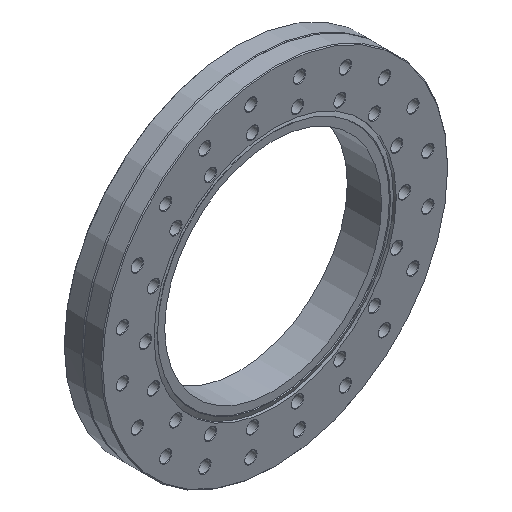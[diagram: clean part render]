
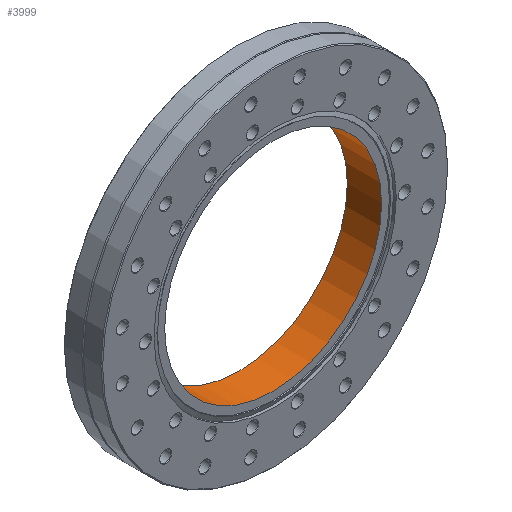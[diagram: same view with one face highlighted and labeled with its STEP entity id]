
A CAD part, isometric view. The second image highlights one B-rep face of the part: STEP entity #3999.
In plain terms, the highlighted cylindrical face has radius 63.5 mm (diameter 127 mm), a full revolution.
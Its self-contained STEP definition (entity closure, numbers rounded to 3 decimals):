
#265=CYLINDRICAL_SURFACE('',#4405,63.5);
#590=FACE_OUTER_BOUND('',#882,.T.);
#882=EDGE_LOOP('',(#3678,#3679,#3680,#3681));
#1109=LINE('',#19637,#1334);
#1334=VECTOR('',#5395,63.5);
#1548=CIRCLE('',#4404,63.5);
#1549=CIRCLE('',#4406,63.5);
#1936=VERTEX_POINT('',#19633);
#1937=VERTEX_POINT('',#19636);
#2517=EDGE_CURVE('',#1936,#1936,#1548,.T.);
#2518=EDGE_CURVE('',#1936,#1937,#1109,.T.);
#2519=EDGE_CURVE('',#1937,#1937,#1549,.T.);
#3678=ORIENTED_EDGE('',*,*,#2517,.T.);
#3679=ORIENTED_EDGE('',*,*,#2518,.T.);
#3680=ORIENTED_EDGE('',*,*,#2519,.F.);
#3681=ORIENTED_EDGE('',*,*,#2518,.F.);
#3999=ADVANCED_FACE('',(#590),#265,.F.);
#4404=AXIS2_PLACEMENT_3D('',#19634,#5391,#5392);
#4405=AXIS2_PLACEMENT_3D('',#19635,#5393,#5394);
#4406=AXIS2_PLACEMENT_3D('',#19638,#5396,#5397);
#5391=DIRECTION('center_axis',(0.,1.,0.));
#5392=DIRECTION('ref_axis',(1.,0.,0.));
#5393=DIRECTION('center_axis',(0.,1.,0.));
#5394=DIRECTION('ref_axis',(-1.,0.,0.));
#5395=DIRECTION('',(0.,-1.,0.));
#5396=DIRECTION('center_axis',(0.,1.,0.));
#5397=DIRECTION('ref_axis',(1.,0.,0.));
#19633=CARTESIAN_POINT('',(63.5,21.23,0.));
#19634=CARTESIAN_POINT('Origin',(0.,21.23,0.));
#19635=CARTESIAN_POINT('Origin',(0.,11.2,0.));
#19636=CARTESIAN_POINT('',(63.5,1.17,0.));
#19637=CARTESIAN_POINT('',(63.5,11.2,0.));
#19638=CARTESIAN_POINT('Origin',(0.,1.17,0.));
